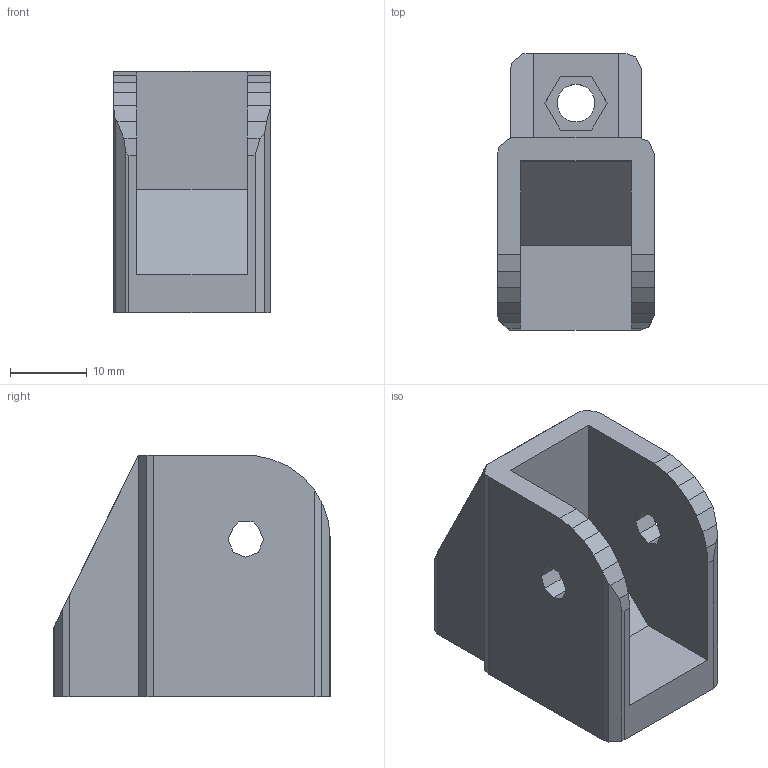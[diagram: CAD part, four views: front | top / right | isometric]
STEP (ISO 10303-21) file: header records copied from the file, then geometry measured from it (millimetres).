
FILE_DESCRIPTION(/* description */ (''),/* implementation_level */ '2;1');
FILE_NAME(/* name */ 'y idler bracket.step',/* time_stamp */ '2018-08-17T11:17:48+02:00',/* author */ ('boelle'),/* organization */ (''),/* preprocessor_version */ 'ST-DEVELOPER v17',/* originating_system */ 'Autodesk Translation Framework v7.1.0.215',/* authorisation */ '');
FILE_SCHEMA (('AUTOMOTIVE_DESIGN { 1 0 10303 214 3 1 1 }'));
Length unit declared in the file: millimetre
Products named in the file (1): y idler bracket
Bounding box: 20.39 x 35.99 x 31.45 mm (x, y, z)
Volume: 10278.8 mm3; surface area: 5731.7 mm2
Topology: 1 solids, 1 shells, 73 faces, 212 edges, 142 vertices
Faces by surface type: plane 72, cylinder 1
Full cylindrical faces by diameter (mm): 4.882 x1
Entity records: 2418 total; most frequent: CARTESIAN_POINT 428, ORIENTED_EDGE 424, DIRECTION 364, EDGE_CURVE 212, LINE 208, VECTOR 208, VERTEX_POINT 142, EDGE_LOOP 80
